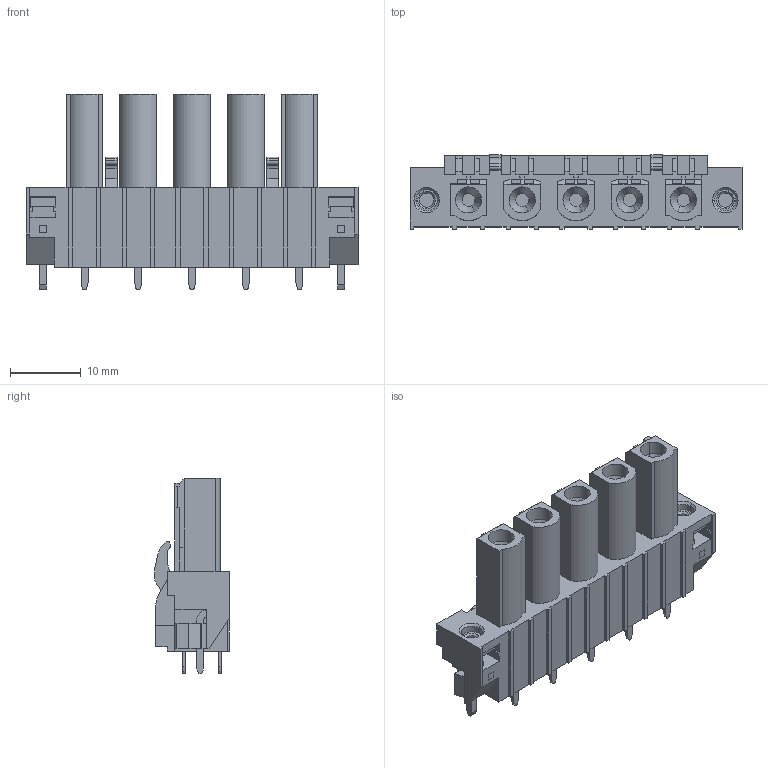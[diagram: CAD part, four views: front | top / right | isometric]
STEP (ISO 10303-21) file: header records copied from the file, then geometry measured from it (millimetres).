
FILE_DESCRIPTION(('CATIA V5 STEP Exchange','CAx-IF Rec.Pracs.--- Model Styling and Organization---1.2---2011-12-15'),'2;1');
FILE_NAME ('D1448729_0_1134120000_1134120000.stp','2018-09-10T16:35:36+00:00',('none'),('Weidmueller'),'CATIA Version 5-6 Release 2014','CATIA V5 STEP AP214','none');
FILE_SCHEMA(('AUTOMOTIVE_DESIGN { 1 0 10303 214 1 1 1 1 }'));
Length unit declared in the file: millimetre
Products named in the file (1): 1134120000
Bounding box: 47.08 x 10.54 x 27.74 mm (x, y, z)
Volume: 5688.3 mm3; surface area: 5016.9 mm2
Topology: 15 solids, 15 shells, 519 faces, 1411 edges, 934 vertices
Faces by surface type: plane 442, cylinder 59, cone 18
Entity records: 14804 total; most frequent: ORIENTED_EDGE 2822, CARTESIAN_POINT 2621, DIRECTION 1961, EDGE_CURVE 1411, VECTOR 1275, LINE 1275, VERTEX_POINT 934, EDGE_LOOP 543
